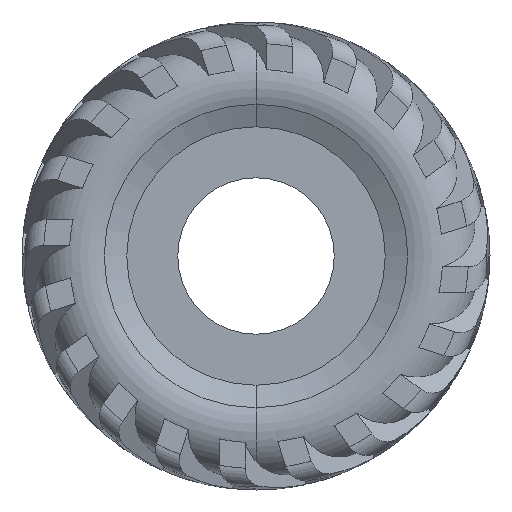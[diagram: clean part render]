
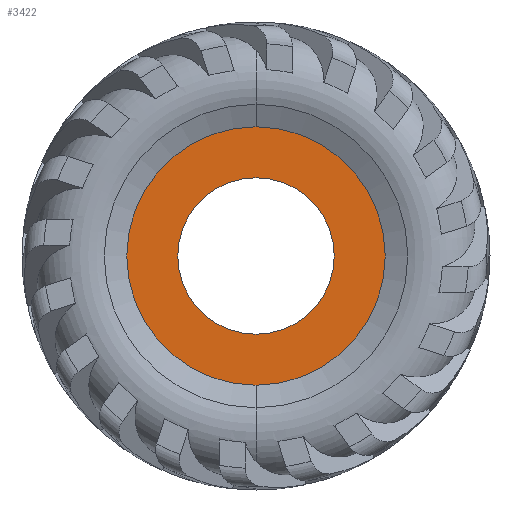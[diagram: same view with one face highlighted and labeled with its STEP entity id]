
A CAD part, left-side view. The second image highlights one B-rep face of the part: STEP entity #3422.
In plain terms, the highlighted planar face has unit normal (-1, 0, 0).
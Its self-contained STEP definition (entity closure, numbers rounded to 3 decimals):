
#265 = DIRECTION ( 'NONE',  ( 1., 0., 0. ) ) ;
#469 = CARTESIAN_POINT ( 'NONE',  ( -88.544, 0., 212.5 ) ) ;
#498 = VERTEX_POINT ( 'NONE', #9594 ) ;
#845 = EDGE_CURVE ( 'NONE', #4915, #7266, #4440, .T. ) ;
#1796 = FACE_BOUND ( 'NONE', #9745, .T. ) ;
#2188 = AXIS2_PLACEMENT_3D ( 'NONE', #5557, #13198, #6650 ) ;
#2815 = DIRECTION ( 'NONE',  ( 1., 0., 0. ) ) ;
#3289 = CIRCLE ( 'NONE', #2188, 128.655 ) ;
#3422 = ADVANCED_FACE ( 'NONE', ( #1796, #4408 ), #14156, .T. ) ;
#3517 = EDGE_CURVE ( 'NONE', #7266, #4915, #6969, .T. ) ;
#3592 = DIRECTION ( 'NONE',  ( 1., 0., 0. ) ) ;
#3992 = AXIS2_PLACEMENT_3D ( 'NONE', #10140, #3592, #11226 ) ;
#4357 = CARTESIAN_POINT ( 'NONE',  ( -88.544, 128.655, 0. ) ) ;
#4408 = FACE_OUTER_BOUND ( 'NONE', #5295, .T. ) ;
#4440 = CIRCLE ( 'NONE', #3992, 212.5 ) ;
#4859 = ORIENTED_EDGE ( 'NONE', *, *, #845, .F. ) ;
#4915 = VERTEX_POINT ( 'NONE', #469 ) ;
#5295 = EDGE_LOOP ( 'NONE', ( #4859, #6628 ) ) ;
#5455 = DIRECTION ( 'NONE',  ( -1., 0., 0. ) ) ;
#5542 = CARTESIAN_POINT ( 'NONE',  ( -88.544, 0., -212.5 ) ) ;
#5557 = CARTESIAN_POINT ( 'NONE',  ( -88.544, 0., 0. ) ) ;
#5785 = EDGE_CURVE ( 'NONE', #498, #13671, #8567, .T. ) ;
#6628 = ORIENTED_EDGE ( 'NONE', *, *, #3517, .F. ) ;
#6650 = DIRECTION ( 'NONE',  ( 0., 0., -1. ) ) ;
#6838 = CARTESIAN_POINT ( 'NONE',  ( -88.544, 0., 0. ) ) ;
#6924 = CARTESIAN_POINT ( 'NONE',  ( -88.544, 0., -128.655 ) ) ;
#6969 = CIRCLE ( 'NONE', #12611, 212.5 ) ;
#7266 = VERTEX_POINT ( 'NONE', #5542 ) ;
#7940 = DIRECTION ( 'NONE',  ( 0., 0., -1. ) ) ;
#8567 = CIRCLE ( 'NONE', #12736, 128.655 ) ;
#9377 = CARTESIAN_POINT ( 'NONE',  ( -88.544, 0., 0. ) ) ;
#9420 = ORIENTED_EDGE ( 'NONE', *, *, #5785, .T. ) ;
#9451 = EDGE_CURVE ( 'NONE', #13671, #498, #3289, .T. ) ;
#9577 = ORIENTED_EDGE ( 'NONE', *, *, #9451, .T. ) ;
#9594 = CARTESIAN_POINT ( 'NONE',  ( -88.544, 0., 128.655 ) ) ;
#9745 = EDGE_LOOP ( 'NONE', ( #9577, #9420 ) ) ;
#10140 = CARTESIAN_POINT ( 'NONE',  ( -88.544, 0., 0. ) ) ;
#10480 = DIRECTION ( 'NONE',  ( 0., 0., -1. ) ) ;
#11142 = AXIS2_PLACEMENT_3D ( 'NONE', #4357, #5455, #13099 ) ;
#11226 = DIRECTION ( 'NONE',  ( 0., 0., -1. ) ) ;
#12611 = AXIS2_PLACEMENT_3D ( 'NONE', #6838, #265, #7940 ) ;
#12736 = AXIS2_PLACEMENT_3D ( 'NONE', #9377, #2815, #10480 ) ;
#13099 = DIRECTION ( 'NONE',  ( 0., 0., 1. ) ) ;
#13198 = DIRECTION ( 'NONE',  ( 1., 0., 0. ) ) ;
#13671 = VERTEX_POINT ( 'NONE', #6924 ) ;
#14156 = PLANE ( 'NONE',  #11142 ) ;
